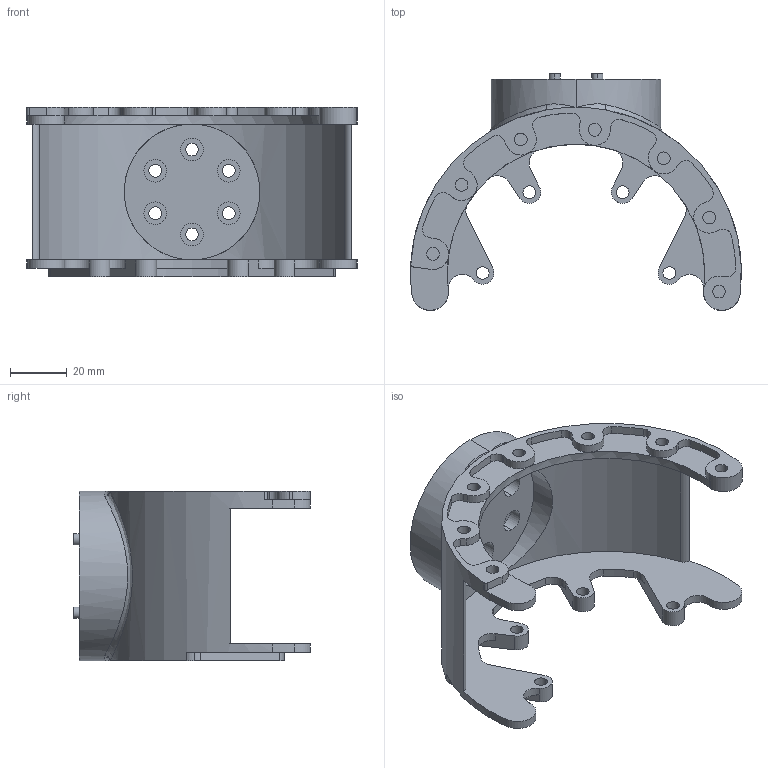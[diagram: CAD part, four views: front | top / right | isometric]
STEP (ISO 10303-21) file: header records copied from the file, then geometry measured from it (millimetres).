
FILE_DESCRIPTION (( 'STEP AP203' ), '1' );
FILE_NAME ('abad2hip_v2.STEP', '2024-10-28T11:26:59', ( 'lance' ), ( '' ), 'SwSTEP 2.0', 'SolidWorks 2021', '' );
FILE_SCHEMA (( 'CONFIG_CONTROL_DESIGN' ));
Length unit declared in the file: millimetre
Products named in the file (1): abad2hip_v2
Bounding box: 117 x 83.78 x 60 mm (x, y, z)
Volume: 60521.3 mm3; surface area: 35615.3 mm2
Topology: 1 solids, 1 shells, 192 faces, 529 edges, 343 vertices
Faces by surface type: cylinder 139, plane 47, bspline 6
Entity records: 7119 total; most frequent: CARTESIAN_POINT 1857, DIRECTION 1190, ORIENTED_EDGE 1050, EDGE_CURVE 525, AXIS2_PLACEMENT_3D 488, VERTEX_POINT 343, CIRCLE 301, EDGE_LOOP 234
